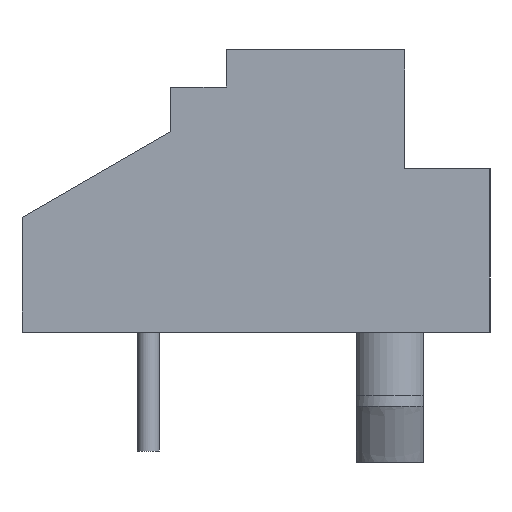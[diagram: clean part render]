
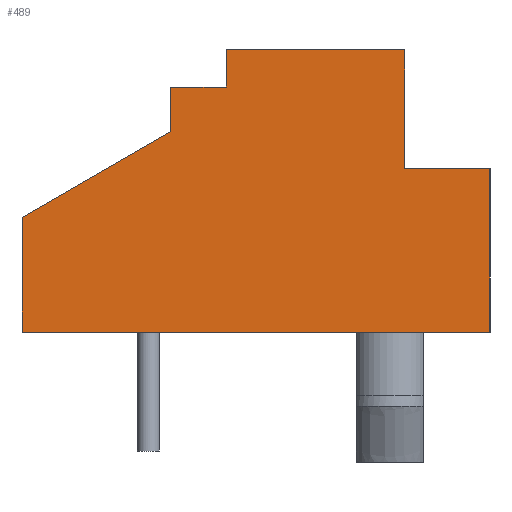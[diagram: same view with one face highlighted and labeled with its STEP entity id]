
A CAD part, left-side view. The second image highlights one B-rep face of the part: STEP entity #489.
In plain terms, the highlighted planar face has unit normal (-1, 0, 0).
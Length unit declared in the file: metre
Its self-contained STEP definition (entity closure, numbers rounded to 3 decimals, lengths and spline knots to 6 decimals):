
#367 = EDGE_CURVE( '', #1055, #1056, #1057, .T. );
#387 = EDGE_CURVE( '', #1090, #1091, #1092, .T. );
#447 = EDGE_CURVE( '', #1193, #1055, #1194, .T. );
#489 = ADVANCED_FACE( '', ( #1263 ), #1264, .T. );
#525 = EDGE_CURVE( '', #1090, #1328, #1329, .T. );
#589 = EDGE_CURVE( '', #1328, #1374, #1435, .T. );
#679 = EDGE_CURVE( '', #1260, #1207, #1579, .T. );
#709 = EDGE_CURVE( '', #1207, #1056, #1622, .T. );
#731 = EDGE_CURVE( '', #1193, #1374, #1655, .T. );
#839 = EDGE_CURVE( '', #1091, #1136, #1805, .T. );
#927 = EDGE_CURVE( '', #1136, #1260, #1922, .T. );
#1055 = VERTEX_POINT( '', #2083 );
#1056 = VERTEX_POINT( '', #2084 );
#1057 = LINE( '', #2085, #2086 );
#1090 = VERTEX_POINT( '', #2128 );
#1091 = VERTEX_POINT( '', #2129 );
#1092 = LINE( '', #2130, #2131 );
#1136 = VERTEX_POINT( '', #2192 );
#1193 = VERTEX_POINT( '', #2271 );
#1194 = LINE( '', #2272, #2273 );
#1207 = VERTEX_POINT( '', #2291 );
#1260 = VERTEX_POINT( '', #2374 );
#1263 = FACE_OUTER_BOUND( '', #2378, .T. );
#1264 = PLANE( '', #2379 );
#1328 = VERTEX_POINT( '', #2460 );
#1329 = LINE( '', #2461, #2462 );
#1374 = VERTEX_POINT( '', #2518 );
#1435 = LINE( '', #2597, #2598 );
#1579 = LINE( '', #2793, #2794 );
#1622 = LINE( '', #2868, #2869 );
#1655 = LINE( '', #2914, #2915 );
#1805 = LINE( '', #3134, #3135 );
#1922 = LINE( '', #3298, #3299 );
#2083 = CARTESIAN_POINT( '', ( -0.01125, -0.004019, 0.0044 ) );
#2084 = CARTESIAN_POINT( '', ( -0.01125, -0.006319, 0.0044 ) );
#2085 = CARTESIAN_POINT( '', ( -0.01125, -0.006319, 0.0044 ) );
#2086 = VECTOR( '', #3479, 1. );
#2128 = CARTESIAN_POINT( '', ( -0.01125, 0.002281, 0.0066 ) );
#2129 = CARTESIAN_POINT( '', ( -0.01125, 0.002281, 0.0054 ) );
#2130 = CARTESIAN_POINT( '', ( -0.01125, 0.002281, 0.0076 ) );
#2131 = VECTOR( '', #3515, 1. );
#2192 = CARTESIAN_POINT( '', ( -0.01125, 0.006281, 0.003091 ) );
#2271 = CARTESIAN_POINT( '', ( -0.01125, -0.004019, 0.0076 ) );
#2272 = CARTESIAN_POINT( '', ( -0.01125, -0.004019, 0.0076 ) );
#2273 = VECTOR( '', #3600, 1. );
#2291 = CARTESIAN_POINT( '', ( -0.01125, -0.006319, 0. ) );
#2374 = CARTESIAN_POINT( '', ( -0.01125, 0.006281, 0. ) );
#2378 = EDGE_LOOP( '', ( #3678, #3679, #3680, #3681, #3682, #3683, #3684, #3685, #3686, #3687 ) );
#2379 = AXIS2_PLACEMENT_3D( '', #3688, #3689, #3690 );
#2460 = CARTESIAN_POINT( '', ( -0.01125, 0.000781, 0.0066 ) );
#2461 = CARTESIAN_POINT( '', ( -0.01125, 0.000781, 0.0066 ) );
#2462 = VECTOR( '', #3768, 1. );
#2518 = CARTESIAN_POINT( '', ( -0.01125, 0.000781, 0.0076 ) );
#2597 = CARTESIAN_POINT( '', ( -0.01125, 0.000781, 0.0076 ) );
#2598 = VECTOR( '', #3925, 1. );
#2793 = CARTESIAN_POINT( '', ( -0.01125, -0.006319, 0. ) );
#2794 = VECTOR( '', #4112, 1. );
#2868 = CARTESIAN_POINT( '', ( -0.01125, -0.006319, 0.0076 ) );
#2869 = VECTOR( '', #4155, 1. );
#2914 = CARTESIAN_POINT( '', ( -0.01125, -0.006319, 0.0076 ) );
#2915 = VECTOR( '', #4187, 1. );
#3134 = CARTESIAN_POINT( '', ( -0.01125, 0.006281, 0.003091 ) );
#3135 = VECTOR( '', #4416, 1. );
#3298 = CARTESIAN_POINT( '', ( -0.01125, 0.006281, 0. ) );
#3299 = VECTOR( '', #4587, 1. );
#3479 = DIRECTION( '', ( 0., -1., 0. ) );
#3515 = DIRECTION( '', ( 0., 0., -1. ) );
#3600 = DIRECTION( '', ( 0., 0., -1. ) );
#3678 = ORIENTED_EDGE( '', *, *, #927, .T. );
#3679 = ORIENTED_EDGE( '', *, *, #679, .T. );
#3680 = ORIENTED_EDGE( '', *, *, #709, .T. );
#3681 = ORIENTED_EDGE( '', *, *, #367, .F. );
#3682 = ORIENTED_EDGE( '', *, *, #447, .F. );
#3683 = ORIENTED_EDGE( '', *, *, #731, .T. );
#3684 = ORIENTED_EDGE( '', *, *, #589, .F. );
#3685 = ORIENTED_EDGE( '', *, *, #525, .F. );
#3686 = ORIENTED_EDGE( '', *, *, #387, .T. );
#3687 = ORIENTED_EDGE( '', *, *, #839, .T. );
#3688 = CARTESIAN_POINT( '', ( -0.01125, 0.002281, 0.0076 ) );
#3689 = DIRECTION( '', ( -1., 0., 0. ) );
#3690 = DIRECTION( '', ( 0., 0., 1. ) );
#3768 = DIRECTION( '', ( 0., -1., 0. ) );
#3925 = DIRECTION( '', ( 0., 0., 1. ) );
#4112 = DIRECTION( '', ( 0., -1., 0. ) );
#4155 = DIRECTION( '', ( 0., 0., 1. ) );
#4187 = DIRECTION( '', ( 0., 1., 0. ) );
#4416 = DIRECTION( '', ( 0., 0.866, -0.5 ) );
#4587 = DIRECTION( '', ( 0., 0., -1. ) );
